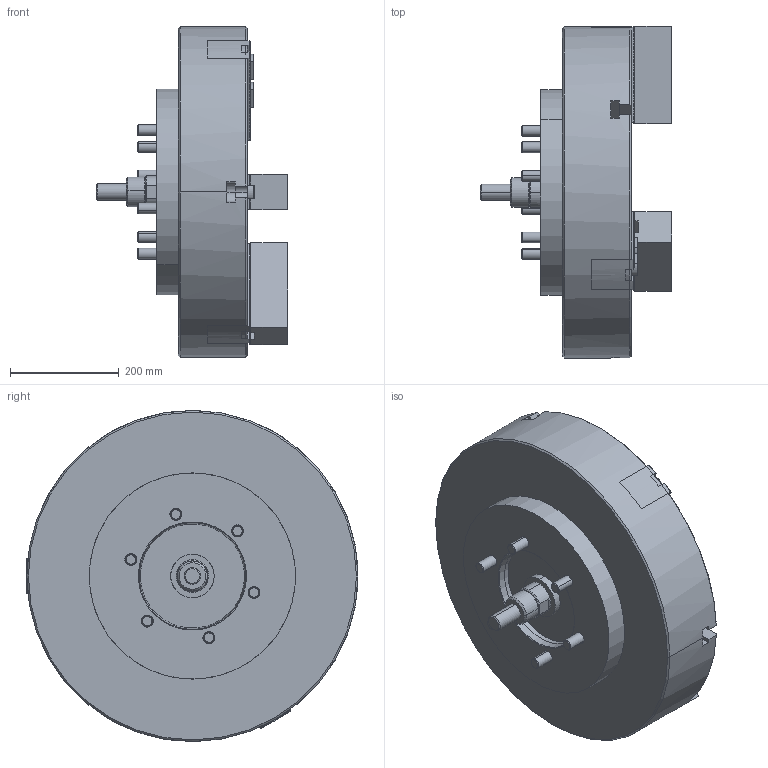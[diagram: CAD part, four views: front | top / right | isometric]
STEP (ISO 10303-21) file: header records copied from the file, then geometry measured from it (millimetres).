
FILE_DESCRIPTION (( 'STEP AP203' ), '1' );
FILE_NAME ('CF-3V-24A11.STEP', '2018-07-26T01:21:09', ( '' ), ( '' ), 'SwSTEP 2.0', 'SolidWorks 2016', '' );
FILE_SCHEMA (( 'CONFIG_CONTROL_DESIGN' ));
Length unit declared in the file: metre
Products named in the file (16): CF-M6x14; CF-3V-21防塵壓板; CF-M20x60; CF-3V-24本體; CF-SJ-21; CF-3V-24中仁; CF-3P-15連接管螺帽; CF-3P-15連接管螺栓; CF-M24x130; CF-3V-21主爪; CF-3V-21A11法蘭板; CF-3V-21外中孔塞; CF-3H-221T型塊; CF-3V-24防塵蓋; CF-3P-15連接管; CF-3V-24A11
Assembly tree (40 placements, depth 2):
  CF-3V-24A11
    CF-3V-24本體
    CF-3V-24中仁
    CF-3V-21主爪  x3
    CF-3H-221T型塊  x6
    CF-3P-15連接管螺帽
    CF-3P-15連接管螺栓
    CF-3V-24防塵蓋
    CF-M6x14  x6
    CF-SJ-21  x2
    CF-M20x60  x8
    CF-3V-21外中孔塞
    CF-3V-21A11法蘭板
    CF-M24x130  x6
    CF-3V-21防塵壓板
    CF-3P-15連接管
Bounding box: 352 x 611.5 x 610 mm (x, y, z)
Volume: 43406785.2 mm3; surface area: 2190500.6 mm2
Topology: 40 solids, 40 shells, 3777 faces, 10675 edges, 6999 vertices
Faces by surface type: plane 2712, cylinder 867, cone 168, torus 30
Entity records: 53757 total; most frequent: CARTESIAN_POINT 9202, ORIENTED_EDGE 8950, DIRECTION 8643, EDGE_CURVE 4475, VECTOR 3521, LINE 3521, VERTEX_POINT 2960, AXIS2_PLACEMENT_3D 2561
